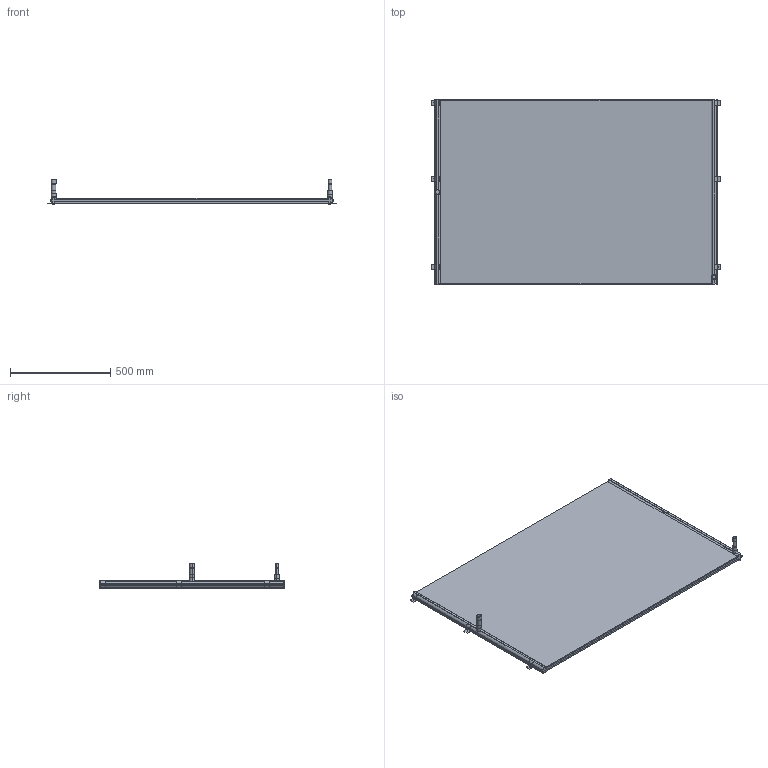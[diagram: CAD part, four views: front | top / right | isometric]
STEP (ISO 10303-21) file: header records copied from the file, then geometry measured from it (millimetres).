
FILE_DESCRIPTION((''),'2;1');
FILE_NAME('193U0646E_ASM','2023-04-04T10:24:19',('U375483'),('DANFOSS COMMERCIAL COMPRESSOR'),'CREO PARAMETRIC BY PTC INC, 2022124','CREO PARAMETRIC BY PTC INC, 2022124','');
FILE_SCHEMA(('CONFIG_CONTROL_DESIGN'));
Length unit declared in the file: millimetre
Products named in the file (6): BRACKET2__32_; P3_Q3; 021Z0646_1_ASM; 021Z0646_ASM; 193U0646; 193U0646E_ASM
Assembly tree (10 placements, depth 4):
  193U0646E_ASM
    021Z0646_ASM
      021Z0646_1_ASM
        BRACKET2__32_  x6
        P3_Q3
    193U0646
Bounding box: 1438.61 x 918.37 x 122.5 mm (x, y, z)
Volume: 32813440.5 mm3; surface area: 2913695.7 mm2
Topology: 8 solids, 10 shells, 173 faces, 459 edges, 308 vertices
Faces by surface type: plane 100, cylinder 69, cone 4
Entity records: 3579 total; most frequent: CARTESIAN_POINT 622, DIRECTION 620, ORIENTED_EDGE 568, EDGE_CURVE 284, AXIS2_PLACEMENT_3D 208, VECTOR 204, LINE 204, VERTEX_POINT 188
